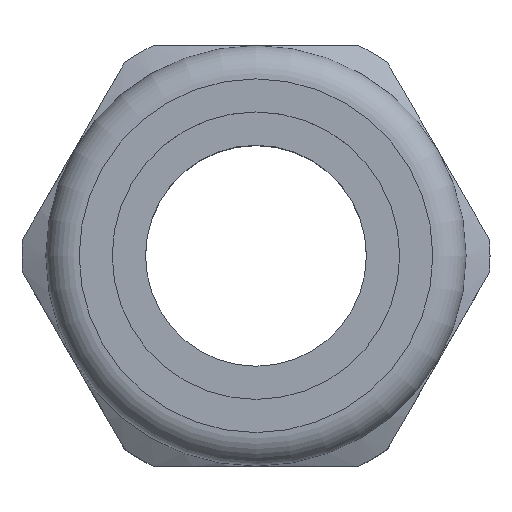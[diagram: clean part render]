
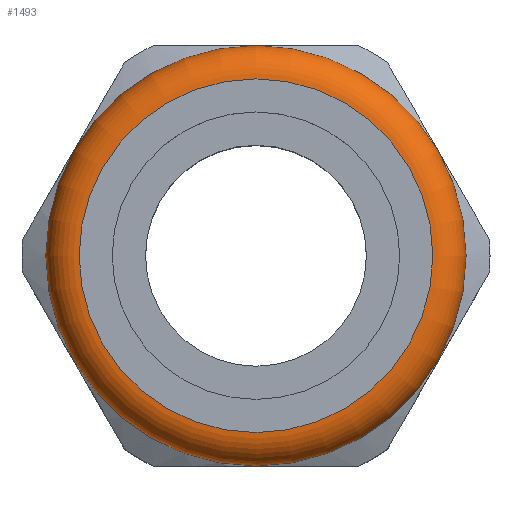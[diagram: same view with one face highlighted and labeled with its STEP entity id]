
A CAD part, top view. The second image highlights one B-rep face of the part: STEP entity #1493.
In plain terms, the highlighted toroidal (fillet/blend) face has major radius 3.363 mm and minor radius 0.633 mm.
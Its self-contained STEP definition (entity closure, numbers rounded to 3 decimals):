
#690 = PLANE('',#691);
#691 = AXIS2_PLACEMENT_3D('',#692,#693,#694);
#692 = CARTESIAN_POINT('',(0.,0.,5.));
#693 = DIRECTION('',(0.,0.,1.));
#694 = DIRECTION('',(1.,0.,-0.));
#1395 = EDGE_CURVE('',#1396,#1396,#1398,.T.);
#1396 = VERTEX_POINT('',#1397);
#1397 = CARTESIAN_POINT('',(3.363,0.,5.));
#1398 = SURFACE_CURVE('',#1399,(#1404,#1411),.PCURVE_S1.);
#1399 = CIRCLE('',#1400,3.363);
#1400 = AXIS2_PLACEMENT_3D('',#1401,#1402,#1403);
#1401 = CARTESIAN_POINT('',(0.,0.,5.));
#1402 = DIRECTION('',(0.,0.,1.));
#1403 = DIRECTION('',(1.,0.,-0.));
#1404 = PCURVE('',#690,#1405);
#1405 = DEFINITIONAL_REPRESENTATION('',(#1406),#1410);
#1406 = CIRCLE('',#1407,3.363);
#1407 = AXIS2_PLACEMENT_2D('',#1408,#1409);
#1408 = CARTESIAN_POINT('',(0.,0.));
#1409 = DIRECTION('',(1.,0.));
#1410 = ( GEOMETRIC_REPRESENTATION_CONTEXT(2) 
PARAMETRIC_REPRESENTATION_CONTEXT() REPRESENTATION_CONTEXT('2D SPACE',''
  ) );
#1411 = PCURVE('',#1412,#1417);
#1412 = TOROIDAL_SURFACE('',#1413,3.363,0.633);
#1413 = AXIS2_PLACEMENT_3D('',#1414,#1415,#1416);
#1414 = CARTESIAN_POINT('',(0.,0.,4.367));
#1415 = DIRECTION('',(0.,0.,1.));
#1416 = DIRECTION('',(1.,0.,-0.));
#1417 = DEFINITIONAL_REPRESENTATION('',(#1418),#1422);
#1418 = LINE('',#1419,#1420);
#1419 = CARTESIAN_POINT('',(0.,1.571));
#1420 = VECTOR('',#1421,1.);
#1421 = DIRECTION('',(1.,0.));
#1422 = ( GEOMETRIC_REPRESENTATION_CONTEXT(2) 
PARAMETRIC_REPRESENTATION_CONTEXT() REPRESENTATION_CONTEXT('2D SPACE',''
  ) );
#1482 = CYLINDRICAL_SURFACE('',#1483,3.996);
#1483 = AXIS2_PLACEMENT_3D('',#1484,#1485,#1486);
#1484 = CARTESIAN_POINT('',(0.,0.,3.2));
#1485 = DIRECTION('',(0.,0.,1.));
#1486 = DIRECTION('',(1.,0.,-0.));
#1493 = ADVANCED_FACE('',(#1494),#1412,.T.);
#1494 = FACE_BOUND('',#1495,.T.);
#1495 = EDGE_LOOP('',(#1496,#1520,#1542,#1543));
#1496 = ORIENTED_EDGE('',*,*,#1497,.T.);
#1497 = EDGE_CURVE('',#1498,#1498,#1500,.T.);
#1498 = VERTEX_POINT('',#1499);
#1499 = CARTESIAN_POINT('',(3.996,0.,4.367));
#1500 = SURFACE_CURVE('',#1501,(#1506,#1513),.PCURVE_S1.);
#1501 = CIRCLE('',#1502,3.996);
#1502 = AXIS2_PLACEMENT_3D('',#1503,#1504,#1505);
#1503 = CARTESIAN_POINT('',(0.,0.,4.367));
#1504 = DIRECTION('',(0.,0.,1.));
#1505 = DIRECTION('',(1.,0.,-0.));
#1506 = PCURVE('',#1412,#1507);
#1507 = DEFINITIONAL_REPRESENTATION('',(#1508),#1512);
#1508 = LINE('',#1509,#1510);
#1509 = CARTESIAN_POINT('',(0.,0.));
#1510 = VECTOR('',#1511,1.);
#1511 = DIRECTION('',(1.,0.));
#1512 = ( GEOMETRIC_REPRESENTATION_CONTEXT(2) 
PARAMETRIC_REPRESENTATION_CONTEXT() REPRESENTATION_CONTEXT('2D SPACE',''
  ) );
#1513 = PCURVE('',#1482,#1514);
#1514 = DEFINITIONAL_REPRESENTATION('',(#1515),#1519);
#1515 = LINE('',#1516,#1517);
#1516 = CARTESIAN_POINT('',(0.,1.167));
#1517 = VECTOR('',#1518,1.);
#1518 = DIRECTION('',(1.,0.));
#1519 = ( GEOMETRIC_REPRESENTATION_CONTEXT(2) 
PARAMETRIC_REPRESENTATION_CONTEXT() REPRESENTATION_CONTEXT('2D SPACE',''
  ) );
#1520 = ORIENTED_EDGE('',*,*,#1521,.T.);
#1521 = EDGE_CURVE('',#1498,#1396,#1522,.T.);
#1522 = SEAM_CURVE('',#1523,(#1528,#1535),.PCURVE_S1.);
#1523 = CIRCLE('',#1524,0.633);
#1524 = AXIS2_PLACEMENT_3D('',#1525,#1526,#1527);
#1525 = CARTESIAN_POINT('',(3.363,0.,4.367));
#1526 = DIRECTION('',(0.,-1.,0.));
#1527 = DIRECTION('',(1.,0.,0.));
#1528 = PCURVE('',#1412,#1529);
#1529 = DEFINITIONAL_REPRESENTATION('',(#1530),#1534);
#1530 = LINE('',#1531,#1532);
#1531 = CARTESIAN_POINT('',(0.,0.));
#1532 = VECTOR('',#1533,1.);
#1533 = DIRECTION('',(0.,1.));
#1534 = ( GEOMETRIC_REPRESENTATION_CONTEXT(2) 
PARAMETRIC_REPRESENTATION_CONTEXT() REPRESENTATION_CONTEXT('2D SPACE',''
  ) );
#1535 = PCURVE('',#1412,#1536);
#1536 = DEFINITIONAL_REPRESENTATION('',(#1537),#1541);
#1537 = LINE('',#1538,#1539);
#1538 = CARTESIAN_POINT('',(6.283,0.));
#1539 = VECTOR('',#1540,1.);
#1540 = DIRECTION('',(0.,1.));
#1541 = ( GEOMETRIC_REPRESENTATION_CONTEXT(2) 
PARAMETRIC_REPRESENTATION_CONTEXT() REPRESENTATION_CONTEXT('2D SPACE',''
  ) );
#1542 = ORIENTED_EDGE('',*,*,#1395,.F.);
#1543 = ORIENTED_EDGE('',*,*,#1521,.F.);
